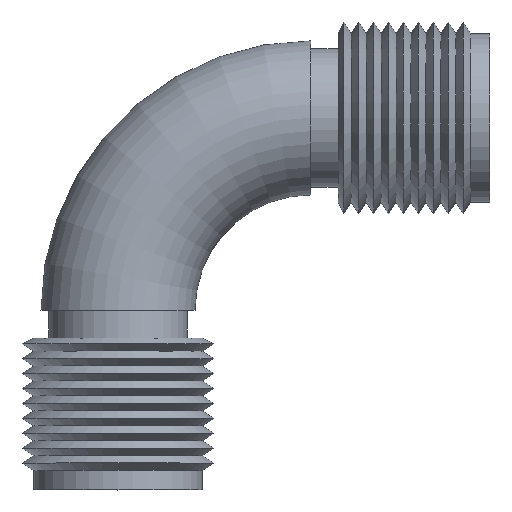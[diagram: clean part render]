
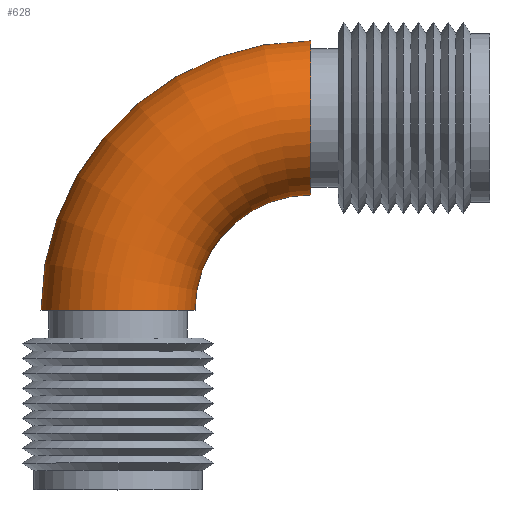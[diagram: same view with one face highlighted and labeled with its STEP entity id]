
A CAD part, top view. The second image highlights one B-rep face of the part: STEP entity #628.
In plain terms, the highlighted toroidal (fillet/blend) face has major radius 6.35 mm and minor radius 2.54 mm.
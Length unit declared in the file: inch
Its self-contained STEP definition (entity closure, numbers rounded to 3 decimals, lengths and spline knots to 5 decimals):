
#9 = CARTESIAN_POINT ( 'NONE',  ( 0., 0., 0. ) ) ;
#59 = ORIENTED_EDGE ( 'NONE', *, *, #1741, .F. ) ;
#163 = CARTESIAN_POINT ( 'NONE',  ( -0.1, 0., 0. ) ) ;
#186 = CARTESIAN_POINT ( 'NONE',  ( 0.25, 0., 0. ) ) ;
#202 = DIRECTION ( 'NONE',  ( -1., 0., 0. ) ) ;
#258 = TOROIDAL_SURFACE ( 'NONE', #2317, 0.25, 0.1 ) ;
#279 = CIRCLE ( 'NONE', #1030, 0.35 ) ;
#311 = DIRECTION ( 'NONE',  ( 0., 0., 1. ) ) ;
#352 = DIRECTION ( 'NONE',  ( -1., 0., 0. ) ) ;
#397 = DIRECTION ( 'NONE',  ( 0., 0., -1. ) ) ;
#416 = AXIS2_PLACEMENT_3D ( 'NONE', #1106, #2071, #311 ) ;
#622 = EDGE_CURVE ( 'NONE', #2458, #2219, #1864, .T. ) ;
#628 = ADVANCED_FACE ( 'NONE', ( #1809 ), #258, .T. ) ;
#711 = ORIENTED_EDGE ( 'NONE', *, *, #622, .T. ) ;
#796 = VERTEX_POINT ( 'NONE', #1216 ) ;
#1030 = AXIS2_PLACEMENT_3D ( 'NONE', #186, #2368, #352 ) ;
#1106 = CARTESIAN_POINT ( 'NONE',  ( 0.25, 0.25, 0. ) ) ;
#1184 = DIRECTION ( 'NONE',  ( 0., 1., 0. ) ) ;
#1216 = CARTESIAN_POINT ( 'NONE',  ( 0.25, 0.15, 0. ) ) ;
#1291 = ORIENTED_EDGE ( 'NONE', *, *, #1307, .F. ) ;
#1292 = DIRECTION ( 'NONE',  ( 0., 0., -1. ) ) ;
#1307 = EDGE_CURVE ( 'NONE', #2175, #796, #2003, .T. ) ;
#1389 = CARTESIAN_POINT ( 'NONE',  ( 0.25, 0., 0. ) ) ;
#1487 = DIRECTION ( 'NONE',  ( -1., 0., 0. ) ) ;
#1633 = AXIS2_PLACEMENT_3D ( 'NONE', #9, #1184, #1782 ) ;
#1741 = EDGE_CURVE ( 'NONE', #2458, #2175, #279, .T. ) ;
#1782 = DIRECTION ( 'NONE',  ( 0., 0., 1. ) ) ;
#1809 = FACE_OUTER_BOUND ( 'NONE', #2326, .T. ) ;
#1838 = CIRCLE ( 'NONE', #2010, 0.15 ) ;
#1864 = CIRCLE ( 'NONE', #1633, 0.1 ) ;
#2003 = CIRCLE ( 'NONE', #416, 0.1 ) ;
#2010 = AXIS2_PLACEMENT_3D ( 'NONE', #2493, #1292, #1487 ) ;
#2071 = DIRECTION ( 'NONE',  ( 1., 0., 0. ) ) ;
#2175 = VERTEX_POINT ( 'NONE', #2459 ) ;
#2219 = VERTEX_POINT ( 'NONE', #2467 ) ;
#2261 = EDGE_CURVE ( 'NONE', #2219, #796, #1838, .T. ) ;
#2317 = AXIS2_PLACEMENT_3D ( 'NONE', #1389, #397, #202 ) ;
#2326 = EDGE_LOOP ( 'NONE', ( #59, #711, #2479, #1291 ) ) ;
#2368 = DIRECTION ( 'NONE',  ( 0., 0., -1. ) ) ;
#2458 = VERTEX_POINT ( 'NONE', #163 ) ;
#2459 = CARTESIAN_POINT ( 'NONE',  ( 0.25, 0.35, 0. ) ) ;
#2467 = CARTESIAN_POINT ( 'NONE',  ( 0.1, 0., 0. ) ) ;
#2479 = ORIENTED_EDGE ( 'NONE', *, *, #2261, .T. ) ;
#2493 = CARTESIAN_POINT ( 'NONE',  ( 0.25, 0., 0. ) ) ;
